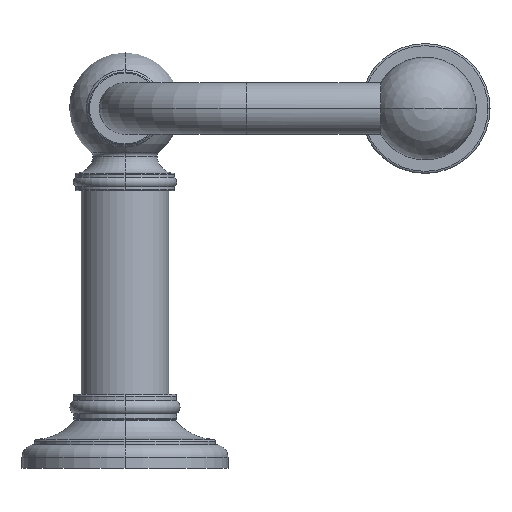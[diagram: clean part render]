
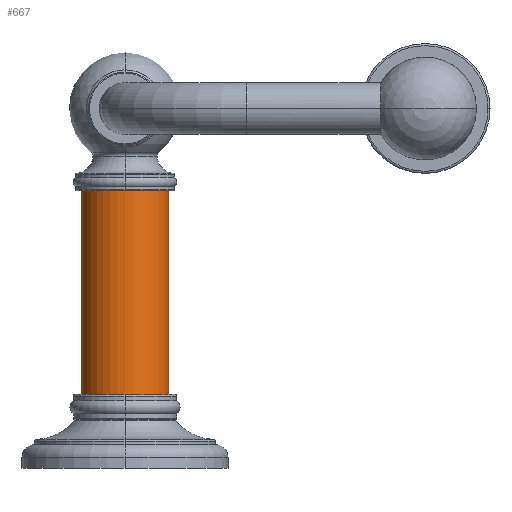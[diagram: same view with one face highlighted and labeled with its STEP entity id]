
A CAD part, left-side view. The second image highlights one B-rep face of the part: STEP entity #667.
In plain terms, the highlighted cylindrical face has radius 10.8 mm (diameter 21.6 mm), a partial arc.
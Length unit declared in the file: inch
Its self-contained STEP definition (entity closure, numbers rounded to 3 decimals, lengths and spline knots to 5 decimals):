
#607=DIRECTION('',(0.,0.,1.));
#608=VECTOR('',#607,2.04134);
#609=CARTESIAN_POINT('',(0.,-0.4252,0.65551));
#610=LINE('',#609,#608);
#616=DIRECTION('',(0.,0.,-1.));
#617=VECTOR('',#616,2.04134);
#618=CARTESIAN_POINT('',(0.,0.4252,2.69685));
#619=LINE('',#618,#617);
#620=CARTESIAN_POINT('',(0.,0.,0.65551));
#621=DIRECTION('',(0.,0.,-1.));
#622=DIRECTION('',(0.,-1.,0.));
#623=AXIS2_PLACEMENT_3D('',#620,#621,#622);
#625=CARTESIAN_POINT('',(0.,0.,2.69685));
#626=DIRECTION('',(0.,0.,1.));
#627=DIRECTION('',(0.,1.,0.));
#628=AXIS2_PLACEMENT_3D('',#625,#626,#627);
#630=CARTESIAN_POINT('',(0.,-0.4252,2.69685));
#631=CARTESIAN_POINT('',(0.,0.4252,2.69685));
#632=VERTEX_POINT('',#630);
#633=VERTEX_POINT('',#631);
#634=CARTESIAN_POINT('',(0.,0.4252,0.65551));
#635=CARTESIAN_POINT('',(0.,-0.4252,0.65551));
#636=VERTEX_POINT('',#634);
#637=VERTEX_POINT('',#635);
#654=CARTESIAN_POINT('',(0.,0.,0.72835));
#655=DIRECTION('',(0.,0.,1.));
#656=DIRECTION('',(0.,-1.,0.));
#657=AXIS2_PLACEMENT_3D('',#654,#655,#656);
#658=CYLINDRICAL_SURFACE('',#657,0.4252);
#660=ORIENTED_EDGE('',*,*,#659,.T.);
#661=ORIENTED_EDGE('',*,*,#649,.F.);
#663=ORIENTED_EDGE('',*,*,#662,.T.);
#664=ORIENTED_EDGE('',*,*,#645,.F.);
#665=EDGE_LOOP('',(#660,#661,#663,#664));
#666=FACE_OUTER_BOUND('',#665,.F.);
#667=ADVANCED_FACE('',(#666),#658,.T.);
#624=CIRCLE('',#623,0.4252);
#629=CIRCLE('',#628,0.4252);
#645=EDGE_CURVE('',#637,#632,#610,.T.);
#649=EDGE_CURVE('',#633,#636,#619,.T.);
#659=EDGE_CURVE('',#637,#636,#624,.T.);
#662=EDGE_CURVE('',#633,#632,#629,.T.);
